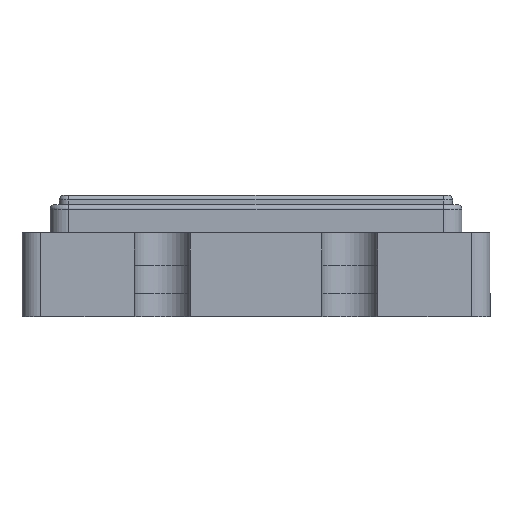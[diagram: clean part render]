
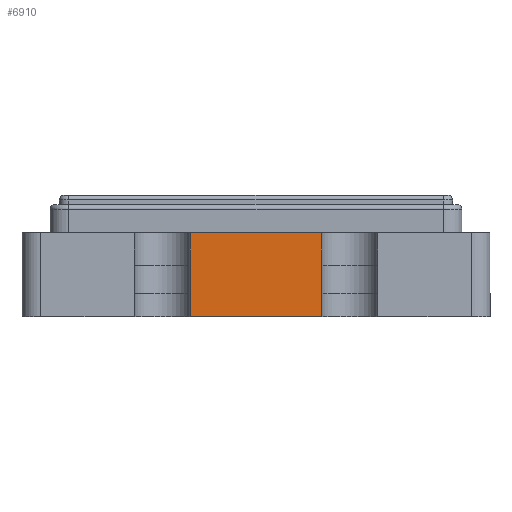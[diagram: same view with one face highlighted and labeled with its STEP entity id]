
A CAD part, left-side view. The second image highlights one B-rep face of the part: STEP entity #6910.
In plain terms, the highlighted planar face has unit normal (-1, 0, 0).
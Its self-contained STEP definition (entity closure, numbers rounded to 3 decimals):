
#266 = EDGE_CURVE ( 'NONE', #6000, #8438, #17081, .T. ) ;
#595 = CARTESIAN_POINT ( 'NONE',  ( -3.5, -0.699, -0.749 ) ) ;
#657 = ORIENTED_EDGE ( 'NONE', *, *, #15171, .T. ) ;
#924 = VERTEX_POINT ( 'NONE', #20255 ) ;
#934 = CARTESIAN_POINT ( 'NONE',  ( -3.5, 0.7, 0. ) ) ;
#1053 = CARTESIAN_POINT ( 'NONE',  ( -3.5, 0.7, -1.049 ) ) ;
#2129 = DIRECTION ( 'NONE',  ( 0., -1., 0. ) ) ;
#2174 = CARTESIAN_POINT ( 'NONE',  ( -3.5, -0.7, 0. ) ) ;
#2595 = VECTOR ( 'NONE', #16949, 1000. ) ;
#2836 = VECTOR ( 'NONE', #2129, 1000. ) ;
#2986 = VERTEX_POINT ( 'NONE', #4788 ) ;
#3337 = DIRECTION ( 'NONE',  ( 0., 1., 0. ) ) ;
#3367 = DIRECTION ( 'NONE',  ( 0., -1., 0. ) ) ;
#3484 = LINE ( 'NONE', #3895, #9403 ) ;
#3707 = LINE ( 'NONE', #18448, #5133 ) ;
#3895 = CARTESIAN_POINT ( 'NONE',  ( -3.5, 2.5, -0.749 ) ) ;
#4434 = CARTESIAN_POINT ( 'NONE',  ( -3.5, 2.5, -1.3 ) ) ;
#4525 = VERTEX_POINT ( 'NONE', #14090 ) ;
#4788 = CARTESIAN_POINT ( 'NONE',  ( -3.5, 0.7, -0.749 ) ) ;
#4939 = CARTESIAN_POINT ( 'NONE',  ( -3.5, 2.5, -1.049 ) ) ;
#5133 = VECTOR ( 'NONE', #15277, 1000. ) ;
#5474 = LINE ( 'NONE', #595, #2595 ) ;
#5650 = DIRECTION ( 'NONE',  ( 0., -1., 0. ) ) ;
#5782 = CARTESIAN_POINT ( 'NONE',  ( -3.5, 2.5, -0.4 ) ) ;
#5856 = CARTESIAN_POINT ( 'NONE',  ( -3.5, -0.7, -1.049 ) ) ;
#6000 = VERTEX_POINT ( 'NONE', #20343 ) ;
#6137 = EDGE_CURVE ( 'NONE', #924, #11851, #5474, .T. ) ;
#6353 = ORIENTED_EDGE ( 'NONE', *, *, #6137, .F. ) ;
#6781 = VECTOR ( 'NONE', #15139, 1000. ) ;
#6804 = CARTESIAN_POINT ( 'NONE',  ( -3.5, 2.5, -0.749 ) ) ;
#6884 = EDGE_CURVE ( 'NONE', #15002, #10062, #11882, .T. ) ;
#6910 = ADVANCED_FACE ( 'NONE', ( #11686 ), #10029, .T. ) ;
#7102 = LINE ( 'NONE', #6804, #2836 ) ;
#7781 = EDGE_CURVE ( 'NONE', #10062, #924, #3484, .T. ) ;
#8326 = VECTOR ( 'NONE', #14231, 1000. ) ;
#8438 = VERTEX_POINT ( 'NONE', #1053 ) ;
#8907 = LINE ( 'NONE', #20052, #8326 ) ;
#8952 = VERTEX_POINT ( 'NONE', #5856 ) ;
#9403 = VECTOR ( 'NONE', #16330, 1000. ) ;
#9441 = ORIENTED_EDGE ( 'NONE', *, *, #19479, .T. ) ;
#9622 = CARTESIAN_POINT ( 'NONE',  ( -3.5, 0.699, -1.049 ) ) ;
#10029 = PLANE ( 'NONE',  #12378 ) ;
#10062 = VERTEX_POINT ( 'NONE', #11522 ) ;
#10189 = VECTOR ( 'NONE', #13557, 1000. ) ;
#10743 = EDGE_LOOP ( 'NONE', ( #18225, #17564, #657, #18941, #9441, #11627, #15570, #16654, #19307, #15259, #17470, #6353 ) ) ;
#10788 = VECTOR ( 'NONE', #5650, 1000. ) ;
#11522 = CARTESIAN_POINT ( 'NONE',  ( -3.5, -0.7, -0.749 ) ) ;
#11613 = EDGE_CURVE ( 'NONE', #6000, #15535, #13244, .T. ) ;
#11627 = ORIENTED_EDGE ( 'NONE', *, *, #12150, .F. ) ;
#11686 = FACE_OUTER_BOUND ( 'NONE', #10743, .T. ) ;
#11795 = VECTOR ( 'NONE', #3337, 1000. ) ;
#11851 = VERTEX_POINT ( 'NONE', #16190 ) ;
#11882 = LINE ( 'NONE', #17947, #20813 ) ;
#12150 = EDGE_CURVE ( 'NONE', #13197, #12786, #8907, .T. ) ;
#12378 = AXIS2_PLACEMENT_3D ( 'NONE', #4434, #16871, #13591 ) ;
#12786 = VERTEX_POINT ( 'NONE', #17694 ) ;
#12913 = LINE ( 'NONE', #4939, #11795 ) ;
#13197 = VERTEX_POINT ( 'NONE', #9622 ) ;
#13244 = LINE ( 'NONE', #19584, #18711 ) ;
#13462 = LINE ( 'NONE', #5782, #6781 ) ;
#13557 = DIRECTION ( 'NONE',  ( 0., 0., -1. ) ) ;
#13591 = DIRECTION ( 'NONE',  ( 0., -1., 0. ) ) ;
#13744 = CARTESIAN_POINT ( 'NONE',  ( -3.5, 2.5, -1.049 ) ) ;
#14090 = CARTESIAN_POINT ( 'NONE',  ( -3.5, 0.7, -0.4 ) ) ;
#14231 = DIRECTION ( 'NONE',  ( 0., 0., 1. ) ) ;
#14655 = EDGE_CURVE ( 'NONE', #8952, #11851, #12913, .T. ) ;
#15002 = VERTEX_POINT ( 'NONE', #18666 ) ;
#15139 = DIRECTION ( 'NONE',  ( 0., 1., 0. ) ) ;
#15171 = EDGE_CURVE ( 'NONE', #15002, #4525, #13462, .T. ) ;
#15259 = ORIENTED_EDGE ( 'NONE', *, *, #18115, .F. ) ;
#15277 = DIRECTION ( 'NONE',  ( 0., 0., 1. ) ) ;
#15410 = EDGE_CURVE ( 'NONE', #8438, #13197, #18596, .T. ) ;
#15535 = VERTEX_POINT ( 'NONE', #15849 ) ;
#15570 = ORIENTED_EDGE ( 'NONE', *, *, #15410, .F. ) ;
#15849 = CARTESIAN_POINT ( 'NONE',  ( -3.5, -0.7, -1.3 ) ) ;
#16190 = CARTESIAN_POINT ( 'NONE',  ( -3.5, -0.699, -1.049 ) ) ;
#16313 = LINE ( 'NONE', #2174, #10189 ) ;
#16330 = DIRECTION ( 'NONE',  ( 0., 1., 0. ) ) ;
#16443 = DIRECTION ( 'NONE',  ( 0., 0., -1. ) ) ;
#16654 = ORIENTED_EDGE ( 'NONE', *, *, #266, .F. ) ;
#16871 = DIRECTION ( 'NONE',  ( -1., 0., 0. ) ) ;
#16878 = DIRECTION ( 'NONE',  ( 0., 0., 1. ) ) ;
#16949 = DIRECTION ( 'NONE',  ( 0., 0., -1. ) ) ;
#17081 = LINE ( 'NONE', #934, #20792 ) ;
#17470 = ORIENTED_EDGE ( 'NONE', *, *, #14655, .T. ) ;
#17564 = ORIENTED_EDGE ( 'NONE', *, *, #6884, .F. ) ;
#17694 = CARTESIAN_POINT ( 'NONE',  ( -3.5, 0.699, -0.749 ) ) ;
#17947 = CARTESIAN_POINT ( 'NONE',  ( -3.5, -0.7, 0. ) ) ;
#18115 = EDGE_CURVE ( 'NONE', #8952, #15535, #16313, .T. ) ;
#18225 = ORIENTED_EDGE ( 'NONE', *, *, #7781, .F. ) ;
#18448 = CARTESIAN_POINT ( 'NONE',  ( -3.5, 0.7, 0. ) ) ;
#18596 = LINE ( 'NONE', #13744, #10788 ) ;
#18666 = CARTESIAN_POINT ( 'NONE',  ( -3.5, -0.7, -0.4 ) ) ;
#18711 = VECTOR ( 'NONE', #3367, 1000. ) ;
#18941 = ORIENTED_EDGE ( 'NONE', *, *, #20737, .F. ) ;
#19307 = ORIENTED_EDGE ( 'NONE', *, *, #11613, .T. ) ;
#19479 = EDGE_CURVE ( 'NONE', #2986, #12786, #7102, .T. ) ;
#19584 = CARTESIAN_POINT ( 'NONE',  ( -3.5, 2.5, -1.3 ) ) ;
#20052 = CARTESIAN_POINT ( 'NONE',  ( -3.5, 0.699, -0.749 ) ) ;
#20255 = CARTESIAN_POINT ( 'NONE',  ( -3.5, -0.699, -0.749 ) ) ;
#20343 = CARTESIAN_POINT ( 'NONE',  ( -3.5, 0.7, -1.3 ) ) ;
#20737 = EDGE_CURVE ( 'NONE', #2986, #4525, #3707, .T. ) ;
#20792 = VECTOR ( 'NONE', #16878, 1000. ) ;
#20813 = VECTOR ( 'NONE', #16443, 1000. ) ;
